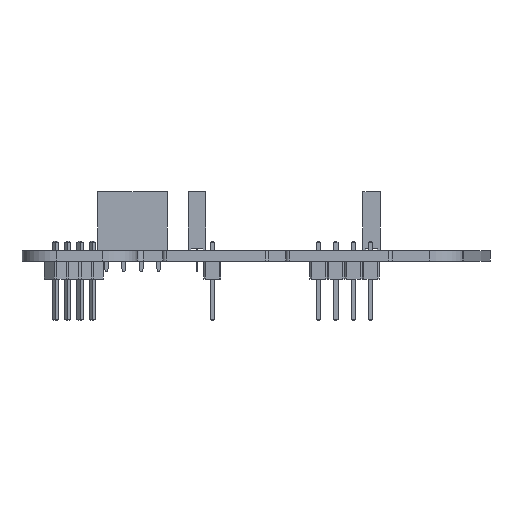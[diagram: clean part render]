
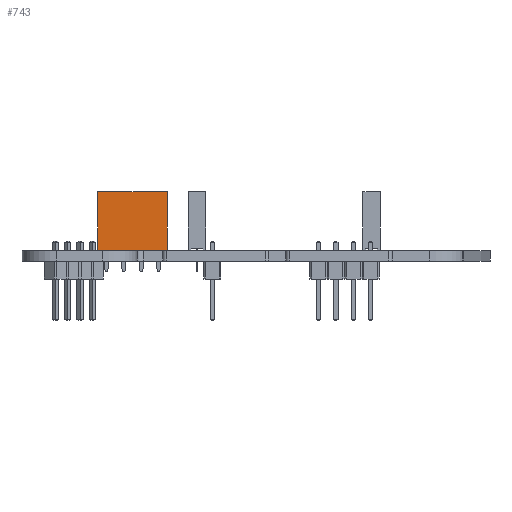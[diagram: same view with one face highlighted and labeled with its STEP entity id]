
A CAD part, front view. The second image highlights one B-rep face of the part: STEP entity #743.
In plain terms, the highlighted face is planar.
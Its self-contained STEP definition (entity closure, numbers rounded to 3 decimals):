
#120 = VERTEX_POINT('',#121);
#121 = CARTESIAN_POINT('',(-1.27,-8.89,0.));
#129 = EDGE_CURVE('',#120,#130,#132,.T.);
#130 = VERTEX_POINT('',#131);
#131 = CARTESIAN_POINT('',(-1.27,-8.89,8.5));
#132 = LINE('',#133,#134);
#133 = CARTESIAN_POINT('',(-1.27,-8.89,0.));
#134 = VECTOR('',#135,1.);
#135 = DIRECTION('',(0.,0.,1.));
#192 = VERTEX_POINT('',#193);
#193 = CARTESIAN_POINT('',(-1.27,1.27,8.5));
#199 = EDGE_CURVE('',#200,#192,#202,.T.);
#200 = VERTEX_POINT('',#201);
#201 = CARTESIAN_POINT('',(-1.27,1.27,0.));
#202 = LINE('',#203,#204);
#203 = CARTESIAN_POINT('',(-1.27,1.27,0.));
#204 = VECTOR('',#205,1.);
#205 = DIRECTION('',(0.,0.,1.));
#264 = EDGE_CURVE('',#192,#130,#265,.T.);
#265 = LINE('',#266,#267);
#266 = CARTESIAN_POINT('',(-1.27,1.27,8.5));
#267 = VECTOR('',#268,1.);
#268 = DIRECTION('',(0.,-1.,0.));
#423 = EDGE_CURVE('',#200,#120,#424,.T.);
#424 = LINE('',#425,#426);
#425 = CARTESIAN_POINT('',(-1.27,1.27,0.));
#426 = VECTOR('',#427,1.);
#427 = DIRECTION('',(0.,-1.,0.));
#743 = ADVANCED_FACE('',(#744),#750,.F.);
#744 = FACE_BOUND('',#745,.F.);
#745 = EDGE_LOOP('',(#746,#747,#748,#749));
#746 = ORIENTED_EDGE('',*,*,#199,.T.);
#747 = ORIENTED_EDGE('',*,*,#264,.T.);
#748 = ORIENTED_EDGE('',*,*,#129,.F.);
#749 = ORIENTED_EDGE('',*,*,#423,.F.);
#750 = PLANE('',#751);
#751 = AXIS2_PLACEMENT_3D('',#752,#753,#754);
#752 = CARTESIAN_POINT('',(-1.27,1.27,0.));
#753 = DIRECTION('',(1.,0.,0.));
#754 = DIRECTION('',(0.,-1.,0.));
